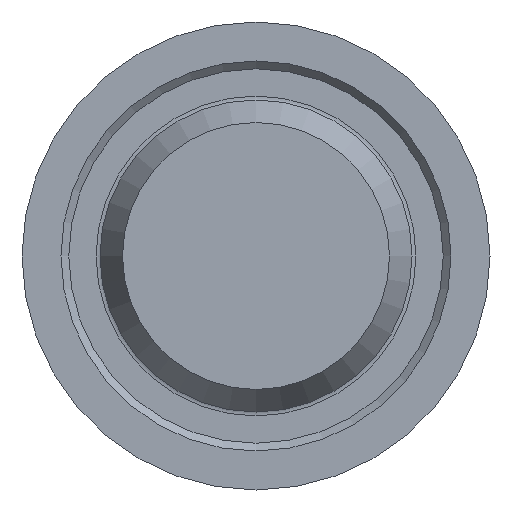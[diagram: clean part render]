
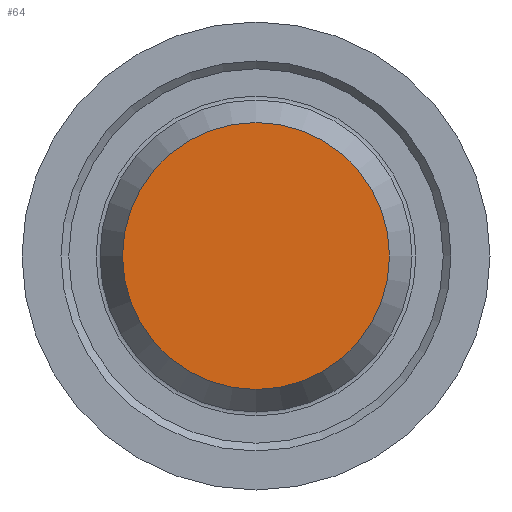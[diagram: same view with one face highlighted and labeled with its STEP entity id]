
A CAD part, front view. The second image highlights one B-rep face of the part: STEP entity #64.
In plain terms, the highlighted planar face has unit normal (0, -1, 0).
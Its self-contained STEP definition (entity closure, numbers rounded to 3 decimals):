
#64 = ADVANCED_FACE( '', ( #137 ), #138, .F. );
#137 = FACE_OUTER_BOUND( '', #207, .T. );
#138 = PLANE( '', #208 );
#207 = EDGE_LOOP( '', ( #329 ) );
#208 = AXIS2_PLACEMENT_3D( '', #330, #331, #332 );
#329 = ORIENTED_EDGE( '', *, *, #362, .T. );
#330 = CARTESIAN_POINT( '', ( 3.423, -8., 0. ) );
#331 = DIRECTION( '', ( 0., 1., 0. ) );
#332 = DIRECTION( '', ( 0., 0., 1. ) );
#362 = EDGE_CURVE( '', #400, #400, #401, .T. );
#400 = VERTEX_POINT( '', #446 );
#401 = CIRCLE( '', #447, 3.423 );
#446 = CARTESIAN_POINT( '', ( 0., -8., -3.423 ) );
#447 = AXIS2_PLACEMENT_3D( '', #493, #494, #495 );
#493 = CARTESIAN_POINT( '', ( 0., -8., 0. ) );
#494 = DIRECTION( '', ( 0., -1., 0. ) );
#495 = DIRECTION( '', ( 0., 0., -1. ) );
